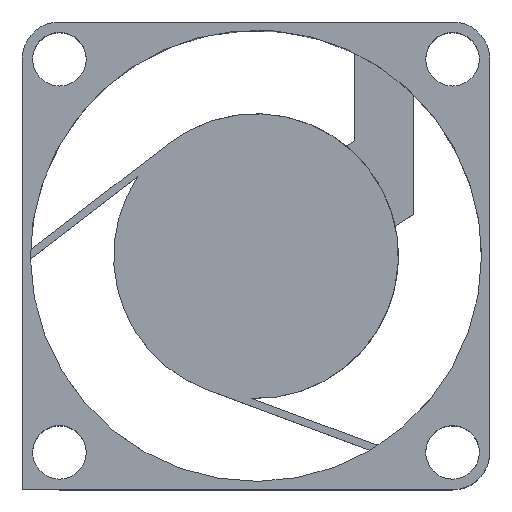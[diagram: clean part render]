
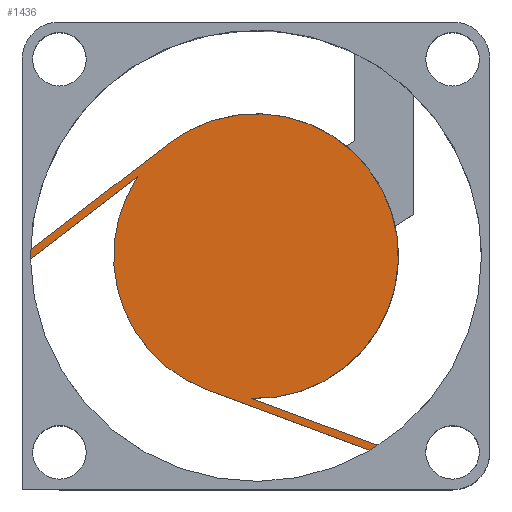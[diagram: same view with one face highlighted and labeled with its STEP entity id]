
A CAD part, top view. The second image highlights one B-rep face of the part: STEP entity #1436.
In plain terms, the highlighted planar face has unit normal (0, 0, 1).
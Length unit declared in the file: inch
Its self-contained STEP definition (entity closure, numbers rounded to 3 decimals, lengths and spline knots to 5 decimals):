
#74=CIRCLE('',#1530,0.478);
#75=CIRCLE('',#1533,0.478);
#76=CIRCLE('',#1535,0.7575);
#77=CIRCLE('',#1536,0.7575);
#147=FACE_OUTER_BOUND('',#229,.T.);
#229=EDGE_LOOP('',(#1100,#1101,#1102,#1103,#1104,#1105,#1106,#1107));
#357=LINE('',#2233,#505);
#360=LINE('',#2241,#508);
#363=LINE('',#2247,#511);
#368=LINE('',#2257,#516);
#505=VECTOR('',#1778,0.58764);
#508=VECTOR('',#1787,0.45456);
#511=VECTOR('',#1792,0.58764);
#516=VECTOR('',#1803,0.45456);
#650=VERTEX_POINT('',#2230);
#651=VERTEX_POINT('',#2232);
#652=VERTEX_POINT('',#2239);
#653=VERTEX_POINT('',#2240);
#654=VERTEX_POINT('',#2245);
#655=VERTEX_POINT('',#2246);
#656=VERTEX_POINT('',#2251);
#657=VERTEX_POINT('',#2255);
#812=EDGE_CURVE('',#650,#651,#357,.T.);
#816=EDGE_CURVE('',#652,#653,#360,.T.);
#819=EDGE_CURVE('',#654,#655,#363,.T.);
#822=EDGE_CURVE('',#655,#656,#74,.T.);
#825=EDGE_CURVE('',#656,#657,#368,.T.);
#826=EDGE_CURVE('',#651,#652,#75,.T.);
#827=EDGE_CURVE('',#657,#650,#76,.T.);
#828=EDGE_CURVE('',#653,#654,#77,.T.);
#1100=ORIENTED_EDGE('',*,*,#827,.F.);
#1101=ORIENTED_EDGE('',*,*,#825,.F.);
#1102=ORIENTED_EDGE('',*,*,#822,.F.);
#1103=ORIENTED_EDGE('',*,*,#819,.F.);
#1104=ORIENTED_EDGE('',*,*,#828,.F.);
#1105=ORIENTED_EDGE('',*,*,#816,.F.);
#1106=ORIENTED_EDGE('',*,*,#826,.F.);
#1107=ORIENTED_EDGE('',*,*,#812,.F.);
#1381=PLANE('',#1534);
#1436=ADVANCED_FACE('',(#147),#1381,.T.);
#1530=AXIS2_PLACEMENT_3D('',#2252,#1797,#1798);
#1533=AXIS2_PLACEMENT_3D('',#2259,#1806,#1807);
#1534=AXIS2_PLACEMENT_3D('',#2260,#1808,#1809);
#1535=AXIS2_PLACEMENT_3D('',#2261,#1810,#1811);
#1536=AXIS2_PLACEMENT_3D('',#2262,#1812,#1813);
#1778=DIRECTION('',(-0.937,0.349,0.));
#1787=DIRECTION('',(-0.793,-0.609,0.));
#1792=DIRECTION('',(0.793,0.609,0.));
#1797=DIRECTION('center_axis',(0.,0.,-1.));
#1798=DIRECTION('ref_axis',(-0.609,0.793,0.));
#1803=DIRECTION('',(0.937,-0.349,0.));
#1806=DIRECTION('center_axis',(0.,0.,-1.));
#1807=DIRECTION('ref_axis',(-0.349,-0.937,0.));
#1808=DIRECTION('center_axis',(0.,0.,1.));
#1809=DIRECTION('ref_axis',(1.,0.,0.));
#1810=DIRECTION('center_axis',(0.,0.,-1.));
#1811=DIRECTION('ref_axis',(-1.,0.,0.));
#1812=DIRECTION('center_axis',(0.,0.,-1.));
#1813=DIRECTION('ref_axis',(-1.,0.,0.));
#2230=CARTESIAN_POINT('',(1.16875,0.1319,0.15));
#2232=CARTESIAN_POINT('',(0.61809,0.33709,0.15));
#2233=CARTESIAN_POINT('',(1.41357,0.04066,0.15));
#2239=CARTESIAN_POINT('',(0.38814,1.05144,0.15));
#2240=CARTESIAN_POINT('',(0.02757,0.77465,0.15));
#2241=CARTESIAN_POINT('',(0.38814,1.05144,0.15));
#2245=CARTESIAN_POINT('',(0.0278,0.80634,0.15));
#2246=CARTESIAN_POINT('',(0.49394,1.16417,0.15));
#2247=CARTESIAN_POINT('',(0.0278,0.80634,0.15));
#2251=CARTESIAN_POINT('',(0.76978,0.30724,0.15));
#2252=CARTESIAN_POINT('Origin',(0.785,0.785,0.15));
#2255=CARTESIAN_POINT('',(1.19573,0.14852,0.15));
#2257=CARTESIAN_POINT('',(0.76978,0.30724,0.15));
#2259=CARTESIAN_POINT('Origin',(0.785,0.785,0.15));
#2260=CARTESIAN_POINT('Origin',(0.75347,0.64407,0.15));
#2261=CARTESIAN_POINT('Origin',(0.785,0.785,0.15));
#2262=CARTESIAN_POINT('Origin',(0.785,0.785,0.15));
